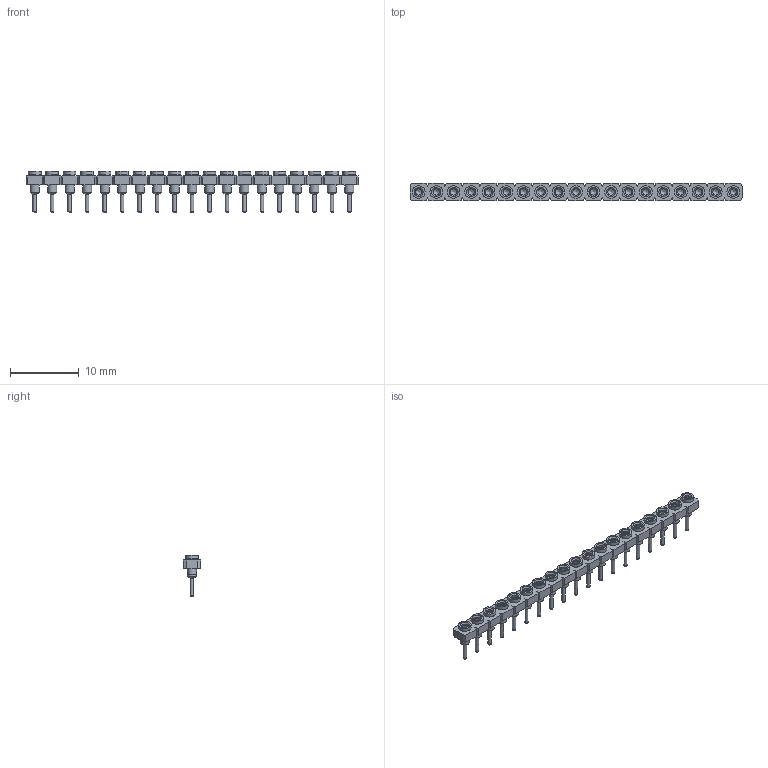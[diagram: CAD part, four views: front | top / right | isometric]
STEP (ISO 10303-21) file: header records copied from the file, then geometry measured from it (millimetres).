
FILE_DESCRIPTION(('FreeCAD Model'),'2;1');
FILE_NAME('Open CASCADE Shape Model','2025-01-11T13:32:29',(''),(''), 'Open CASCADE STEP processor 7.8','FreeCAD','Unknown');
FILE_SCHEMA(('AUTOMOTIVE_DESIGN { 1 0 10303 214 1 1 1 1 }'));
Length unit declared in the file: millimetre
Products named in the file (20): SL-119_socket; SC-4P1_pins171; SC-4P1_pins172; SC-4P1_pins173; SC-4P1_pins174; SC-4P1_pins175; SC-4P1_pins176; SC-4P1_pins177; SC-4P1_pins178; SC-4P1_pins179; SC-4P1_pins180; SC-4P1_pins181; SC-4P1_pins182; SC-4P1_pins183; SC-4P1_pins184; SC-4P1_pins185; SC-4P1_pins186; SC-4P1_pins187; SC-4P1_pins188; SC-4P1_pins209
Bounding box: 48.26 x 2.54 x 6.1 mm (x, y, z)
Volume: 182.6 mm3; surface area: 1079 mm2
Topology: 20 solids, 20 shells, 441 faces, 975 edges, 631 vertices
Faces by surface type: plane 213, cylinder 133, cone 76, sphere 19
Full cylindrical faces by diameter (mm): 0.508 x19, 0.914 x19, 1.016 x19, 1.321 x57, 1.829 x19
Entity records: 12272 total; most frequent: CARTESIAN_POINT 2314, DIRECTION 1954, ORIENTED_EDGE 1874, EDGE_CURVE 937, AXIS2_PLACEMENT_3D 803, VERTEX_POINT 631, FACE_BOUND 574, EDGE_LOOP 574
